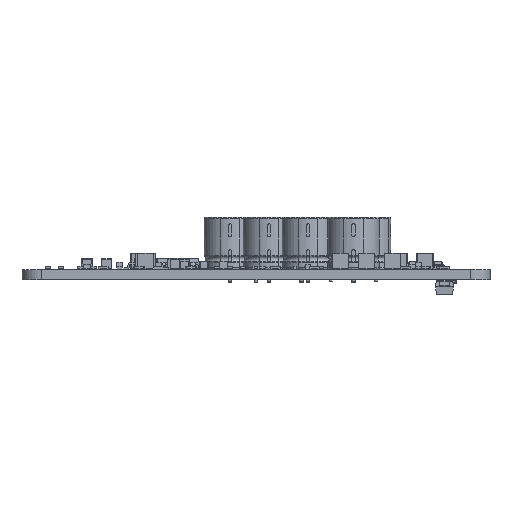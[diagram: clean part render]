
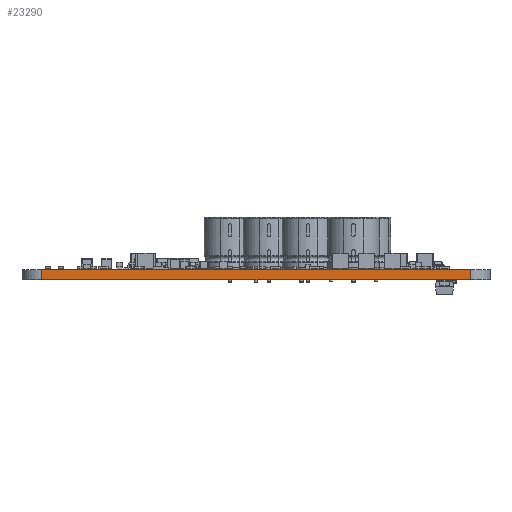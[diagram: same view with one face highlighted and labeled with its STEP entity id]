
A CAD part, left-side view. The second image highlights one B-rep face of the part: STEP entity #23290.
In plain terms, the highlighted planar face has unit normal (-1, 0, 0).
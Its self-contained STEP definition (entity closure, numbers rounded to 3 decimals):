
#21658 = VERTEX_POINT('',#21659);
#21659 = CARTESIAN_POINT('',(80.,-147.,0.));
#21666 = EDGE_CURVE('',#21658,#21667,#21669,.T.);
#21667 = VERTEX_POINT('',#21668);
#21668 = CARTESIAN_POINT('',(80.,-81.,0.));
#21669 = LINE('',#21670,#21671);
#21670 = CARTESIAN_POINT('',(80.,-147.,0.));
#21671 = VECTOR('',#21672,1.);
#21672 = DIRECTION('',(0.,1.,0.));
#22469 = VERTEX_POINT('',#22470);
#22470 = CARTESIAN_POINT('',(80.,-147.,1.6));
#22477 = EDGE_CURVE('',#22469,#22478,#22480,.T.);
#22478 = VERTEX_POINT('',#22479);
#22479 = CARTESIAN_POINT('',(80.,-81.,1.6));
#22480 = LINE('',#22481,#22482);
#22481 = CARTESIAN_POINT('',(80.,-147.,1.6));
#22482 = VECTOR('',#22483,1.);
#22483 = DIRECTION('',(0.,1.,0.));
#23260 = EDGE_CURVE('',#21667,#22478,#23261,.T.);
#23261 = LINE('',#23262,#23263);
#23262 = CARTESIAN_POINT('',(80.,-81.,0.));
#23263 = VECTOR('',#23264,1.);
#23264 = DIRECTION('',(0.,0.,1.));
#23290 = ADVANCED_FACE('',(#23291),#23302,.T.);
#23291 = FACE_BOUND('',#23292,.T.);
#23292 = EDGE_LOOP('',(#23293,#23299,#23300,#23301));
#23293 = ORIENTED_EDGE('',*,*,#23294,.T.);
#23294 = EDGE_CURVE('',#21658,#22469,#23295,.T.);
#23295 = LINE('',#23296,#23297);
#23296 = CARTESIAN_POINT('',(80.,-147.,0.));
#23297 = VECTOR('',#23298,1.);
#23298 = DIRECTION('',(0.,0.,1.));
#23299 = ORIENTED_EDGE('',*,*,#22477,.T.);
#23300 = ORIENTED_EDGE('',*,*,#23260,.F.);
#23301 = ORIENTED_EDGE('',*,*,#21666,.F.);
#23302 = PLANE('',#23303);
#23303 = AXIS2_PLACEMENT_3D('',#23304,#23305,#23306);
#23304 = CARTESIAN_POINT('',(80.,-147.,0.));
#23305 = DIRECTION('',(-1.,0.,0.));
#23306 = DIRECTION('',(0.,1.,0.));
